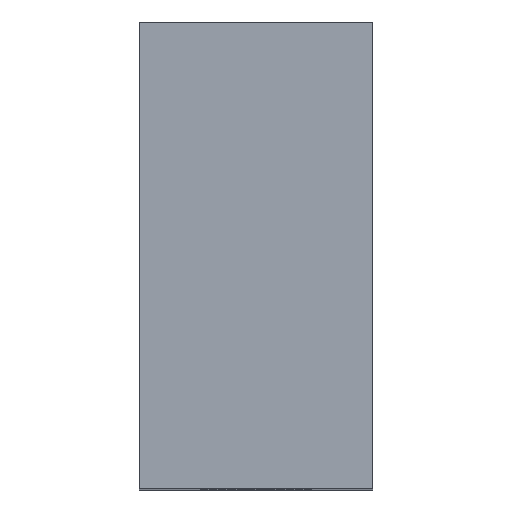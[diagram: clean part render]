
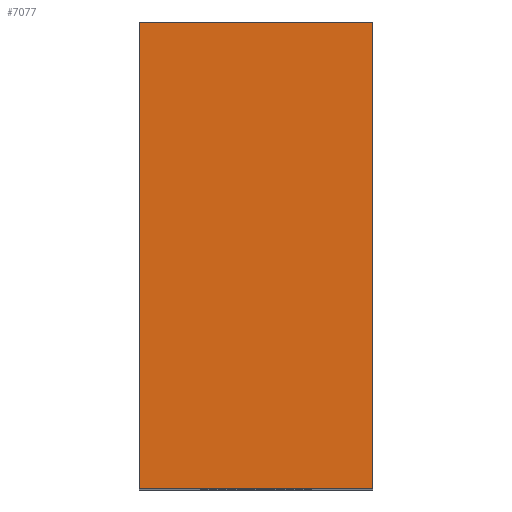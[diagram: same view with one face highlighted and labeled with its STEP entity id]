
A CAD part, top view. The second image highlights one B-rep face of the part: STEP entity #7077.
In plain terms, the highlighted planar face has unit normal (0, 0, 1).
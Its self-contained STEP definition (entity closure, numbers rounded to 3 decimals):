
#719 = EDGE_CURVE ( 'NONE', #975, #3371, #1386, .T. ) ;
#975 = VERTEX_POINT ( 'NONE', #1481 ) ;
#1146 = ORIENTED_EDGE ( 'NONE', *, *, #719, .T. ) ;
#1386 = LINE ( 'NONE', #1387, #1388 ) ;
#1387 = CARTESIAN_POINT ( 'NONE',  ( 9., 0., 33. ) ) ;
#1388 = VECTOR ( 'NONE', #1389, 1000. ) ;
#1389 = DIRECTION ( 'NONE',  ( 0., 1., 0. ) ) ;
#1481 = CARTESIAN_POINT ( 'NONE',  ( 9., -18., 33. ) ) ;
#1613 = ORIENTED_EDGE ( 'NONE', *, *, #1960, .F. ) ;
#1960 = EDGE_CURVE ( 'NONE', #2197, #3371, #2172, .T. ) ;
#2172 = LINE ( 'NONE', #2173, #2174 ) ;
#2173 = CARTESIAN_POINT ( 'NONE',  ( -9., 18., 33. ) ) ;
#2174 = VECTOR ( 'NONE', #2175, 1000. ) ;
#2175 = DIRECTION ( 'NONE',  ( 1., 0., 0. ) ) ;
#2197 = VERTEX_POINT ( 'NONE', #2311 ) ;
#2311 = CARTESIAN_POINT ( 'NONE',  ( -9., 18., 33. ) ) ;
#2665 = ORIENTED_EDGE ( 'NONE', *, *, #3002, .F. ) ;
#2904 = LINE ( 'NONE', #2908, #2909 ) ;
#2908 = CARTESIAN_POINT ( 'NONE',  ( -9., -18., 33. ) ) ;
#2909 = VECTOR ( 'NONE', #2910, 1000. ) ;
#2910 = DIRECTION ( 'NONE',  ( 0., 1., 0. ) ) ;
#3002 = EDGE_CURVE ( 'NONE', #3253, #2197, #2904, .T. ) ;
#3068 = CARTESIAN_POINT ( 'NONE',  ( -9., -18., 33. ) ) ;
#3136 = CARTESIAN_POINT ( 'NONE',  ( 9., 18., 33. ) ) ;
#3253 = VERTEX_POINT ( 'NONE', #3068 ) ;
#3371 = VERTEX_POINT ( 'NONE', #3136 ) ;
#3707 = LINE ( 'NONE', #3708, #3709 ) ;
#3708 = CARTESIAN_POINT ( 'NONE',  ( 9., -18., 33. ) ) ;
#3709 = VECTOR ( 'NONE', #3710, 1000. ) ;
#3710 = DIRECTION ( 'NONE',  ( -1., 0., 0. ) ) ;
#3880 = ORIENTED_EDGE ( 'NONE', *, *, #4209, .F. ) ;
#4209 = EDGE_CURVE ( 'NONE', #975, #3253, #3707, .T. ) ;
#5681 = FACE_OUTER_BOUND ( 'NONE', #7205, .T. ) ;
#5682 = PLANE ( 'NONE',  #5683 ) ;
#5683 = AXIS2_PLACEMENT_3D ( 'NONE', #5684, #5685, #5686 ) ;
#5684 = CARTESIAN_POINT ( 'NONE',  ( 0., 0., 33. ) ) ;
#5685 = DIRECTION ( 'NONE',  ( 0., 0., 1. ) ) ;
#5686 = DIRECTION ( 'NONE',  ( 1., 0., 0. ) ) ;
#7077 = ADVANCED_FACE ( 'NONE', ( #5681 ), #5682, .T. ) ;
#7205 = EDGE_LOOP ( 'NONE', ( #1146, #1613, #2665, #3880 ) ) ;
